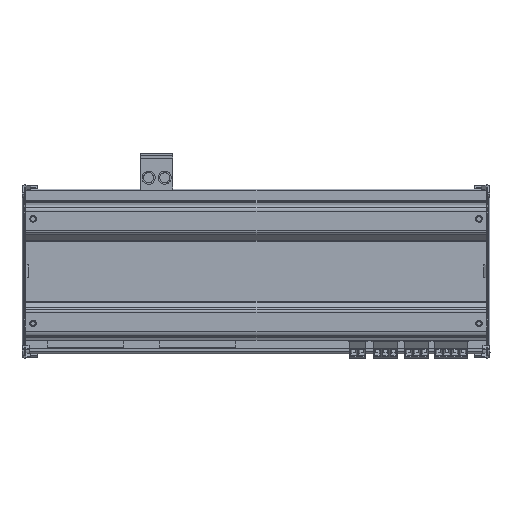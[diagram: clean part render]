
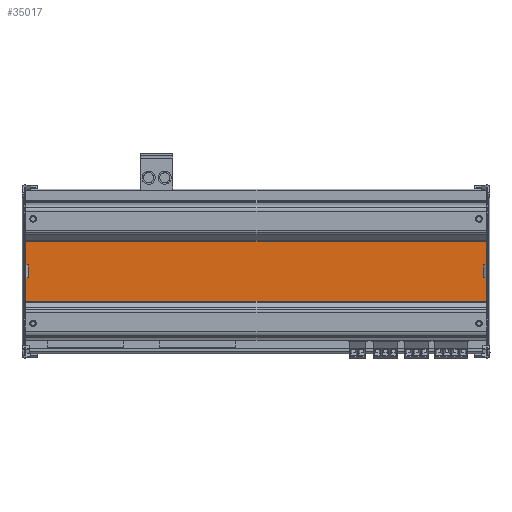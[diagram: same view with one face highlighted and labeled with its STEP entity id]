
A CAD part, top view. The second image highlights one B-rep face of the part: STEP entity #35017.
In plain terms, the highlighted planar face has unit normal (0, 0, 1).
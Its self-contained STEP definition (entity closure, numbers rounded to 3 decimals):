
#35004=AXIS2_PLACEMENT_3D('Plane Axis2P3D',#35001,#35002,#35003) ;
#34069=CARTESIAN_POINT('Vertex',(2.5,35.257,86.952)) ;
#34072=CARTESIAN_POINT('Line Origine',(2.5,54.1,86.952)) ;
#34076=CARTESIAN_POINT('Vertex',(2.5,72.943,86.952)) ;
#34324=CARTESIAN_POINT('Vertex',(292.9,72.943,86.952)) ;
#34327=CARTESIAN_POINT('Line Origine',(292.9,54.1,86.952)) ;
#34331=CARTESIAN_POINT('Vertex',(292.9,35.257,86.952)) ;
#34988=CARTESIAN_POINT('Line Origine',(184.5,35.257,86.952)) ;
#35001=CARTESIAN_POINT('Axis2P3D Location',(2.25,35.257,86.952)) ;
#35006=CARTESIAN_POINT('Line Origine',(147.7,72.943,86.952)) ;
#34073=DIRECTION('Vector Direction',(0.,1.,0.)) ;
#34328=DIRECTION('Vector Direction',(0.,1.,0.)) ;
#34989=DIRECTION('Vector Direction',(1.,0.,0.)) ;
#35002=DIRECTION('Axis2P3D Direction',(0.,0.,-1.)) ;
#35003=DIRECTION('Axis2P3D XDirection',(0.,1.,0.)) ;
#35007=DIRECTION('Vector Direction',(1.,0.,0.)) ;
#34074=VECTOR('Line Direction',#34073,1.) ;
#34329=VECTOR('Line Direction',#34328,1.) ;
#34990=VECTOR('Line Direction',#34989,1.) ;
#35008=VECTOR('Line Direction',#35007,1.) ;
#35012=ORIENTED_EDGE('',*,*,#35010,.F.) ;
#35013=ORIENTED_EDGE('',*,*,#34078,.F.) ;
#35014=ORIENTED_EDGE('',*,*,#34992,.T.) ;
#35015=ORIENTED_EDGE('',*,*,#34333,.T.) ;
#35017=ADVANCED_FACE('ABDECKPROFIL',(#35016),#35005,.F.) ;
#34078=EDGE_CURVE('',#34070,#34077,#34075,.T.) ;
#34333=EDGE_CURVE('',#34332,#34325,#34330,.T.) ;
#34992=EDGE_CURVE('',#34070,#34332,#34991,.T.) ;
#35010=EDGE_CURVE('',#34077,#34325,#35009,.T.) ;
#35011=EDGE_LOOP('',(#35012,#35013,#35014,#35015)) ;
#35016=FACE_OUTER_BOUND('',#35011,.T.) ;
#34075=LINE('Line',#34072,#34074) ;
#34330=LINE('Line',#34327,#34329) ;
#34991=LINE('Line',#34988,#34990) ;
#35009=LINE('Line',#35006,#35008) ;
#35005=PLANE('',#35004) ;
#34070=VERTEX_POINT('',#34069) ;
#34077=VERTEX_POINT('',#34076) ;
#34325=VERTEX_POINT('',#34324) ;
#34332=VERTEX_POINT('',#34331) ;
